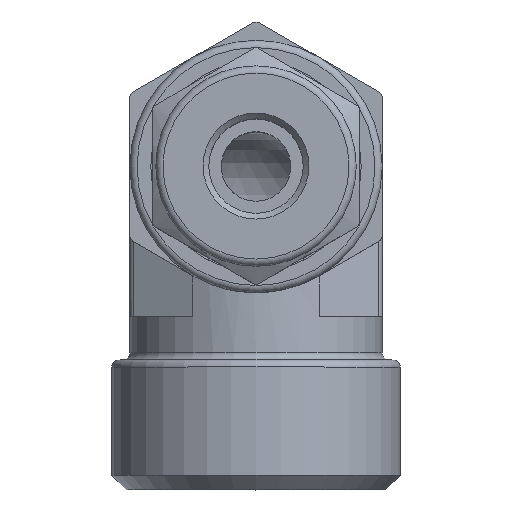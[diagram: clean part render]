
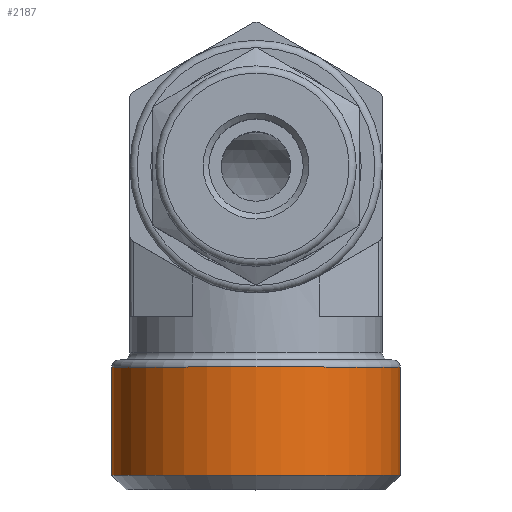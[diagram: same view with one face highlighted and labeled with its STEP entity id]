
A CAD part, top view. The second image highlights one B-rep face of the part: STEP entity #2187.
In plain terms, the highlighted cylindrical face has radius 10 mm (diameter 20 mm), a full revolution.
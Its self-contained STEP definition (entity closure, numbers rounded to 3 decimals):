
#117=CYLINDRICAL_SURFACE('',#2519,10.);
#282=CIRCLE('',#2517,10.);
#284=CIRCLE('',#2520,10.);
#436=FACE_OUTER_BOUND('',#592,.T.);
#592=EDGE_LOOP('',(#1950,#1951,#1952,#1953));
#725=LINE('',#3984,#853);
#853=VECTOR('',#3264,10.);
#1054=VERTEX_POINT('',#3978);
#1055=VERTEX_POINT('',#3982);
#1359=EDGE_CURVE('',#1054,#1054,#282,.T.);
#1361=EDGE_CURVE('',#1055,#1055,#284,.T.);
#1362=EDGE_CURVE('',#1055,#1054,#725,.T.);
#1950=ORIENTED_EDGE('',*,*,#1361,.F.);
#1951=ORIENTED_EDGE('',*,*,#1362,.T.);
#1952=ORIENTED_EDGE('',*,*,#1359,.T.);
#1953=ORIENTED_EDGE('',*,*,#1362,.F.);
#2187=ADVANCED_FACE('',(#436),#117,.T.);
#2517=AXIS2_PLACEMENT_3D('',#3979,#3256,#3257);
#2519=AXIS2_PLACEMENT_3D('',#3981,#3260,#3261);
#2520=AXIS2_PLACEMENT_3D('',#3983,#3262,#3263);
#3256=DIRECTION('center_axis',(0.,-1.,0.));
#3257=DIRECTION('ref_axis',(0.,0.,-1.));
#3260=DIRECTION('center_axis',(0.,-1.,0.));
#3261=DIRECTION('ref_axis',(0.,0.,-1.));
#3262=DIRECTION('center_axis',(0.,-1.,0.));
#3263=DIRECTION('ref_axis',(0.,0.,-1.));
#3264=DIRECTION('',(0.,1.,0.));
#3978=CARTESIAN_POINT('',(0.,-13.9,10.));
#3979=CARTESIAN_POINT('Origin',(0.,-13.9,0.));
#3981=CARTESIAN_POINT('Origin',(0.,-17.65,0.));
#3982=CARTESIAN_POINT('',(0.,-21.4,10.));
#3983=CARTESIAN_POINT('Origin',(0.,-21.4,0.));
#3984=CARTESIAN_POINT('',(0.,-17.65,10.));
